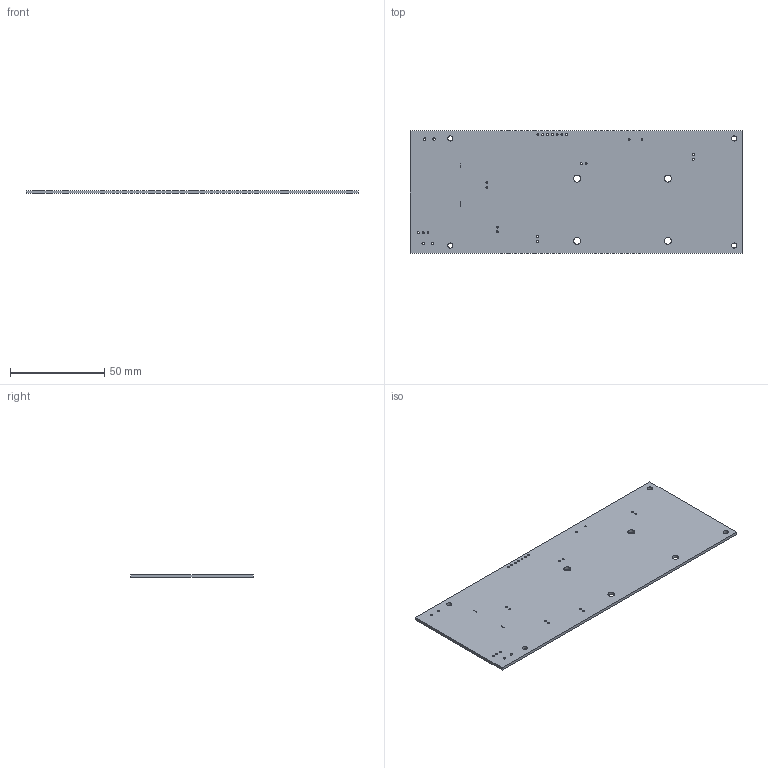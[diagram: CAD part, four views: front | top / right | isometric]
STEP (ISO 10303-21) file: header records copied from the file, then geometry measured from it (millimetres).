
FILE_DESCRIPTION(('KiCad electronic assembly'),'2;1');
FILE_NAME('Bachelor_Main_PCB_simple.step','2025-04-29T17:15:45',( 'Pcbnew'),('Kicad'),'Open CASCADE STEP processor 7.8', 'KiCad to STEP converter','Unknown');
FILE_SCHEMA(('AUTOMOTIVE_DESIGN { 1 0 10303 214 1 1 1 1 }'));
Length unit declared in the file: millimetre
Products named in the file (2): Bachelor_Main_PCB_simple 1; Bachelor_Main_PCB_PCB
Assembly tree (1 placements, depth 2):
  Bachelor_Main_PCB_simple 1
    Bachelor_Main_PCB_PCB
Bounding box: 175.8 x 65.1 x 1.52 mm (x, y, z)
Volume: 17216 mm3; surface area: 23702.8 mm2
Topology: 1 solids, 1 shells, 46 faces, 132 edges, 88 vertices
Faces by surface type: cylinder 40, plane 6
Full cylindrical faces by diameter (mm): 0.3 x6, 0.95 x2, 1 x10, 1.07 x10, 1.3 x4, 2.7 x4, 3.7 x4
Entity records: 1753 total; most frequent: DIRECTION 308, CARTESIAN_POINT 268, ORIENTED_EDGE 264, EDGE_CURVE 132, AXIS2_PLACEMENT_3D 128, FACE_BOUND 126, EDGE_LOOP 126, VERTEX_POINT 88
